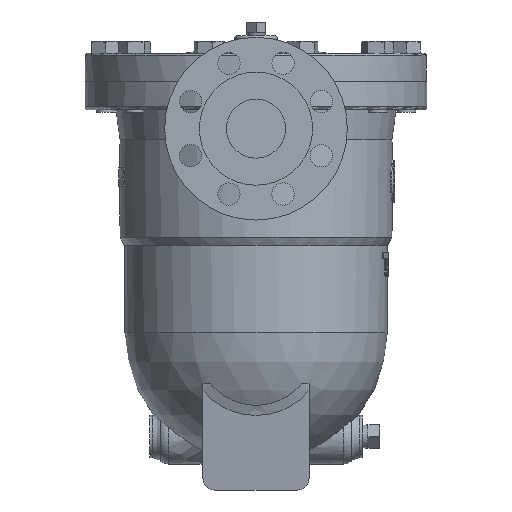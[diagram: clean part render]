
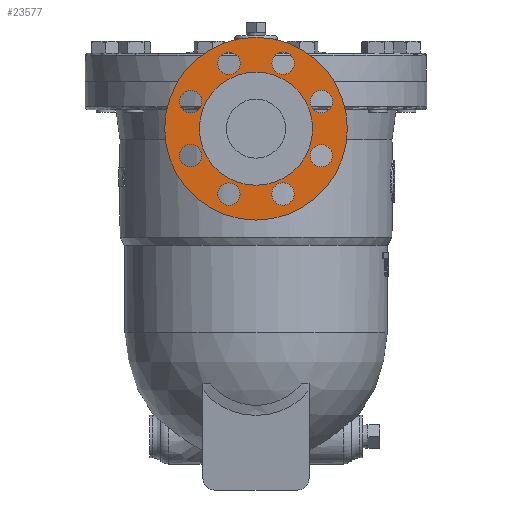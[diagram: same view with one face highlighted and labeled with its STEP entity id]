
A CAD part, left-side view. The second image highlights one B-rep face of the part: STEP entity #23577.
In plain terms, the highlighted planar face has unit normal (-1, 0, 0).
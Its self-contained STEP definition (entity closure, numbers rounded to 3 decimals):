
#22678=CARTESIAN_POINT('',(-195.,-62.15,-10.321));
#22679=VERTEX_POINT('',#22678);
#22680=CARTESIAN_POINT('',(-195.0,-55.433,-17.039));
#22681=DIRECTION('',(1.0,0.,0.));
#22682=DIRECTION('',(0.,-0.707,0.707));
#22683=AXIS2_PLACEMENT_3D('',#22680,#22681,#22682);
#22684=CIRCLE('',#22683,9.5);
#22685=EDGE_CURVE('',#22679,#22679,#22684,.T.);
#22719=CARTESIAN_POINT('',(-195.,-64.933,-62.961));
#22720=VERTEX_POINT('',#22719);
#22721=CARTESIAN_POINT('',(-195.0,-55.433,-62.961));
#22722=DIRECTION('',(1.0,0.0,0.0));
#22723=DIRECTION('',(0.0,-1.0,0.0));
#22724=AXIS2_PLACEMENT_3D('',#22721,#22722,#22723);
#22725=CIRCLE('',#22724,9.5);
#22726=EDGE_CURVE('',#22720,#22720,#22725,.T.);
#22760=CARTESIAN_POINT('',(-195.,-29.679,-102.15));
#22761=VERTEX_POINT('',#22760);
#22762=CARTESIAN_POINT('',(-195.0,-22.961,-95.433));
#22763=DIRECTION('',(1.0,0.,0.));
#22764=DIRECTION('',(0.,-0.707,-0.707));
#22765=AXIS2_PLACEMENT_3D('',#22762,#22763,#22764);
#22766=CIRCLE('',#22765,9.5);
#22767=EDGE_CURVE('',#22761,#22761,#22766,.T.);
#22801=CARTESIAN_POINT('',(-195.,22.961,-104.933));
#22802=VERTEX_POINT('',#22801);
#22803=CARTESIAN_POINT('',(-195.0,22.961,-95.433));
#22804=DIRECTION('',(1.0,0.0,0.0));
#22805=DIRECTION('',(0.0,0.0,-1.0));
#22806=AXIS2_PLACEMENT_3D('',#22803,#22804,#22805);
#22807=CIRCLE('',#22806,9.5);
#22808=EDGE_CURVE('',#22802,#22802,#22807,.T.);
#22842=CARTESIAN_POINT('',(-195.,62.15,-69.679));
#22843=VERTEX_POINT('',#22842);
#22844=CARTESIAN_POINT('',(-195.0,55.433,-62.961));
#22845=DIRECTION('',(1.,0.,0.));
#22846=DIRECTION('',(0.,0.707,-0.707));
#22847=AXIS2_PLACEMENT_3D('',#22844,#22845,#22846);
#22848=CIRCLE('',#22847,9.5);
#22849=EDGE_CURVE('',#22843,#22843,#22848,.T.);
#22883=CARTESIAN_POINT('',(-195.,64.933,-17.039));
#22884=VERTEX_POINT('',#22883);
#22885=CARTESIAN_POINT('',(-195.0,55.433,-17.039));
#22886=DIRECTION('',(1.0,0.0,0.0));
#22887=DIRECTION('',(0.0,1.0,0.0));
#22888=AXIS2_PLACEMENT_3D('',#22885,#22886,#22887);
#22889=CIRCLE('',#22888,9.5);
#22890=EDGE_CURVE('',#22884,#22884,#22889,.T.);
#22924=CARTESIAN_POINT('',(-195.,29.679,22.15));
#22925=VERTEX_POINT('',#22924);
#22926=CARTESIAN_POINT('',(-195.0,22.961,15.433));
#22927=DIRECTION('',(1.,0.,0.));
#22928=DIRECTION('',(0.,0.707,0.707));
#22929=AXIS2_PLACEMENT_3D('',#22926,#22927,#22928);
#22930=CIRCLE('',#22929,9.5);
#22931=EDGE_CURVE('',#22925,#22925,#22930,.T.);
#22965=CARTESIAN_POINT('',(-195.,-22.961,24.933));
#22966=VERTEX_POINT('',#22965);
#22967=CARTESIAN_POINT('',(-195.0,-22.961,15.433));
#22968=DIRECTION('',(1.0,0.0,0.0));
#22969=DIRECTION('',(0.0,0.0,1.0));
#22970=AXIS2_PLACEMENT_3D('',#22967,#22968,#22969);
#22971=CIRCLE('',#22970,9.5);
#22972=EDGE_CURVE('',#22966,#22966,#22971,.T.);
#23526=CARTESIAN_POINT('',(-195.,0.0,22.75));
#23527=DIRECTION('',(-1.0,0.0,0.0));
#23528=DIRECTION('',(0.0,0.0,1.0));
#23529=AXIS2_PLACEMENT_3D('',#23526,#23527,#23528);
#23530=PLANE('',#23529);
#23531=CARTESIAN_POINT('',(-195.,0.0,37.5));
#23532=VERTEX_POINT('',#23531);
#23533=CARTESIAN_POINT('',(-195.,0.0,-40.));
#23534=DIRECTION('',(-1.0,0.0,0.0));
#23535=DIRECTION('',(0.0,0.0,1.0));
#23536=AXIS2_PLACEMENT_3D('',#23533,#23534,#23535);
#23537=CIRCLE('',#23536,77.5);
#23538=EDGE_CURVE('',#23532,#23532,#23537,.T.);
#23539=ORIENTED_EDGE('',*,*,#23538,.T.);
#23540=EDGE_LOOP('',(#23539));
#23541=FACE_OUTER_BOUND('',#23540,.T.);
#23542=CARTESIAN_POINT('',(-195.,0.0,8.));
#23543=VERTEX_POINT('',#23542);
#23544=CARTESIAN_POINT('',(-195.,0.0,-40.));
#23545=DIRECTION('',(-1.0,0.0,0.0));
#23546=DIRECTION('',(0.0,0.0,1.0));
#23547=AXIS2_PLACEMENT_3D('',#23544,#23545,#23546);
#23548=CIRCLE('',#23547,48.);
#23549=EDGE_CURVE('',#23543,#23543,#23548,.T.);
#23550=ORIENTED_EDGE('',*,*,#23549,.F.);
#23551=EDGE_LOOP('',(#23550));
#23552=FACE_BOUND('',#23551,.T.);
#23553=ORIENTED_EDGE('',*,*,#22767,.T.);
#23554=EDGE_LOOP('',(#23553));
#23555=FACE_BOUND('',#23554,.T.);
#23556=ORIENTED_EDGE('',*,*,#22808,.T.);
#23557=EDGE_LOOP('',(#23556));
#23558=FACE_BOUND('',#23557,.T.);
#23559=ORIENTED_EDGE('',*,*,#22685,.T.);
#23560=EDGE_LOOP('',(#23559));
#23561=FACE_BOUND('',#23560,.T.);
#23562=ORIENTED_EDGE('',*,*,#22726,.T.);
#23563=EDGE_LOOP('',(#23562));
#23564=FACE_BOUND('',#23563,.T.);
#23565=ORIENTED_EDGE('',*,*,#22849,.T.);
#23566=EDGE_LOOP('',(#23565));
#23567=FACE_BOUND('',#23566,.T.);
#23568=ORIENTED_EDGE('',*,*,#22890,.T.);
#23569=EDGE_LOOP('',(#23568));
#23570=FACE_BOUND('',#23569,.T.);
#23571=ORIENTED_EDGE('',*,*,#22931,.T.);
#23572=EDGE_LOOP('',(#23571));
#23573=FACE_BOUND('',#23572,.T.);
#23574=ORIENTED_EDGE('',*,*,#22972,.T.);
#23575=EDGE_LOOP('',(#23574));
#23576=FACE_BOUND('',#23575,.T.);
#23577=ADVANCED_FACE('',(#23541,#23552,#23555,#23558,#23561,#23564,#23567,#23570,#23573,#23576),#23530,.T.);
